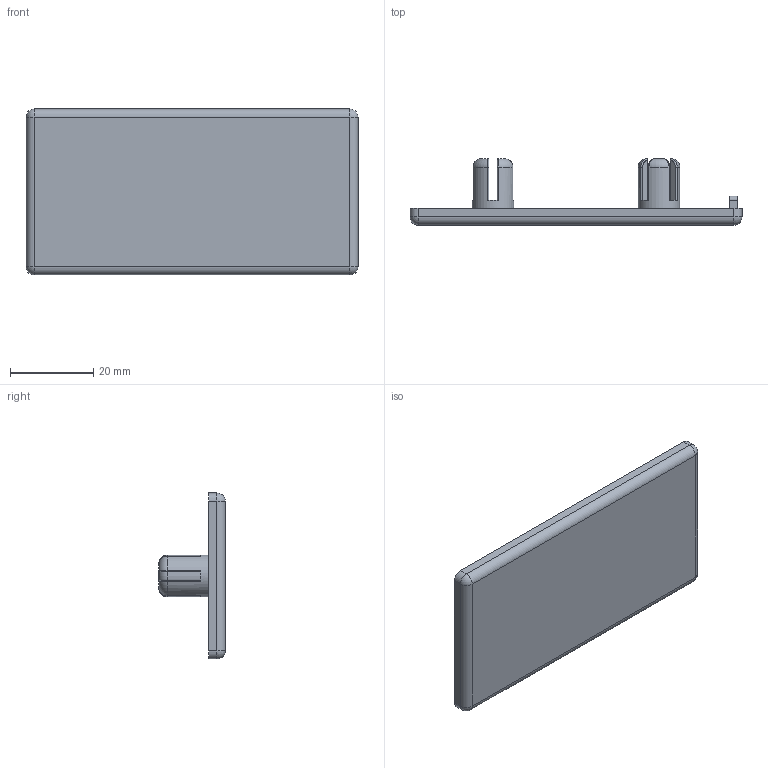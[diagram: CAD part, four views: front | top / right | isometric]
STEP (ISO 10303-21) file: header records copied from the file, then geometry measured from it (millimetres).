
FILE_DESCRIPTION((''),'2;1');
FILE_NAME('AR3542.stp','2021-03-22T15:07:54',('arma01'),(''),'Autodesk Inventor 2013','Autodesk Inventor 2013','');
FILE_SCHEMA(('AUTOMOTIVE_DESIGN { 1 0 10303 214 1 1 1 1 }'));
Length unit declared in the file: millimetre
Products named in the file (1): AR3542
Bounding box: 80 x 16 x 40 mm (x, y, z)
Volume: 11070.9 mm3; surface area: 8638 mm2
Topology: 1 solids, 1 shells, 99 faces, 255 edges, 161 vertices
Faces by surface type: plane 41, cylinder 30, bspline 16, torus 8, sphere 4
Full cylindrical faces by diameter (mm): 6 x2, 10 x2
Entity records: 3706 total; most frequent: CARTESIAN_POINT 1390, ORIENTED_EDGE 492, DIRECTION 454, EDGE_CURVE 246, AXIS2_PLACEMENT_3D 172, VERTEX_POINT 156, VECTOR 110, LINE 110
